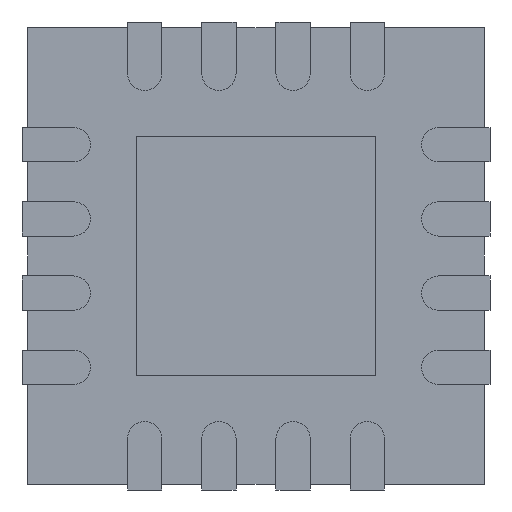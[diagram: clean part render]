
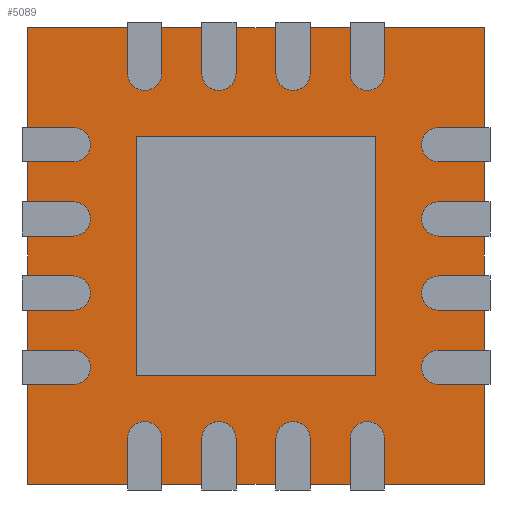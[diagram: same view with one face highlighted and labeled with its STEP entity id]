
A CAD part, front view. The second image highlights one B-rep face of the part: STEP entity #5089.
In plain terms, the highlighted planar face has unit normal (0, -1, 0).
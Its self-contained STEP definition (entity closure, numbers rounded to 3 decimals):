
#4898 = CARTESIAN_POINT ( 'NONE',  ( 2., 0.05, -2. ) ) ;
#4899 = VERTEX_POINT ( 'NONE', #4898 ) ;
#4900 = CARTESIAN_POINT ( 'NONE',  ( -2., 0.05, -2. ) ) ;
#4901 = VERTEX_POINT ( 'NONE', #4900 ) ;
#4902 = CARTESIAN_POINT ( 'NONE',  ( -2., 0.05, -2. ) ) ;
#4903 = DIRECTION ( 'NONE',  ( -1., 0., 0. ) ) ;
#4904 = VECTOR ( 'NONE', #4903, 1000. ) ;
#4905 = LINE ( 'NONE', #4902, #4904 ) ;
#4906 = EDGE_CURVE ( 'NONE', #4899, #4901, #4905, .T. ) ;
#4938 = CARTESIAN_POINT ( 'NONE',  ( -2., 0.05, 2. ) ) ;
#4939 = VERTEX_POINT ( 'NONE', #4938 ) ;
#4940 = CARTESIAN_POINT ( 'NONE',  ( -2., 0.05, 2. ) ) ;
#4941 = DIRECTION ( 'NONE',  ( 0., 0., 1. ) ) ;
#4942 = VECTOR ( 'NONE', #4941, 1000. ) ;
#4943 = LINE ( 'NONE', #4940, #4942 ) ;
#4944 = EDGE_CURVE ( 'NONE', #4901, #4939, #4943, .T. ) ;
#4969 = CARTESIAN_POINT ( 'NONE',  ( 2., 0.05, 2. ) ) ;
#4970 = VERTEX_POINT ( 'NONE', #4969 ) ;
#4971 = CARTESIAN_POINT ( 'NONE',  ( -2., 0.05, 2. ) ) ;
#4972 = DIRECTION ( 'NONE',  ( 1., 0., 0. ) ) ;
#4973 = VECTOR ( 'NONE', #4972, 1000. ) ;
#4974 = LINE ( 'NONE', #4971, #4973 ) ;
#4975 = EDGE_CURVE ( 'NONE', #4939, #4970, #4974, .T. ) ;
#5000 = CARTESIAN_POINT ( 'NONE',  ( 2., 0.05, 2. ) ) ;
#5001 = DIRECTION ( 'NONE',  ( 0., 0., -1. ) ) ;
#5002 = VECTOR ( 'NONE', #5001, 1000. ) ;
#5003 = LINE ( 'NONE', #5000, #5002 ) ;
#5004 = EDGE_CURVE ( 'NONE', #4970, #4899, #5003, .T. ) ;
#5044 = CARTESIAN_POINT ( 'NONE',  ( 1.05, 0.05, 1.05 ) ) ;
#5045 = VERTEX_POINT ( 'NONE', #5044 ) ;
#5046 = CARTESIAN_POINT ( 'NONE',  ( -1.05, 0.05, 1.05 ) ) ;
#5047 = VERTEX_POINT ( 'NONE', #5046 ) ;
#5048 = CARTESIAN_POINT ( 'NONE',  ( 1.05, 0.05, 1.05 ) ) ;
#5049 = DIRECTION ( 'NONE',  ( -1., 0., 0. ) ) ;
#5050 = VECTOR ( 'NONE', #5049, 1000. ) ;
#5051 = LINE ( 'NONE', #5048, #5050 ) ;
#5052 = EDGE_CURVE ( 'NONE', #5045, #5047, #5051, .T. ) ;
#5053 = ORIENTED_EDGE ( 'NONE', *, *, #5052, .F. ) ;
#5054 = CARTESIAN_POINT ( 'NONE',  ( 1.05, 0.05, -1.05 ) ) ;
#5055 = VERTEX_POINT ( 'NONE', #5054 ) ;
#5056 = CARTESIAN_POINT ( 'NONE',  ( 1.05, 0.05, -1.05 ) ) ;
#5057 = DIRECTION ( 'NONE',  ( 0., 0., 1. ) ) ;
#5058 = VECTOR ( 'NONE', #5057, 1000. ) ;
#5059 = LINE ( 'NONE', #5056, #5058 ) ;
#5060 = EDGE_CURVE ( 'NONE', #5055, #5045, #5059, .T. ) ;
#5061 = ORIENTED_EDGE ( 'NONE', *, *, #5060, .F. ) ;
#5062 = CARTESIAN_POINT ( 'NONE',  ( -1.05, 0.05, -1.05 ) ) ;
#5063 = VERTEX_POINT ( 'NONE', #5062 ) ;
#5064 = CARTESIAN_POINT ( 'NONE',  ( 1.05, 0.05, -1.05 ) ) ;
#5065 = DIRECTION ( 'NONE',  ( 1., 0., 0. ) ) ;
#5066 = VECTOR ( 'NONE', #5065, 1000. ) ;
#5067 = LINE ( 'NONE', #5064, #5066 ) ;
#5068 = EDGE_CURVE ( 'NONE', #5063, #5055, #5067, .T. ) ;
#5069 = ORIENTED_EDGE ( 'NONE', *, *, #5068, .F. ) ;
#5070 = CARTESIAN_POINT ( 'NONE',  ( -1.05, 0.05, -1.05 ) ) ;
#5071 = DIRECTION ( 'NONE',  ( 0., 0., -1. ) ) ;
#5072 = VECTOR ( 'NONE', #5071, 1000. ) ;
#5073 = LINE ( 'NONE', #5070, #5072 ) ;
#5074 = EDGE_CURVE ( 'NONE', #5047, #5063, #5073, .T. ) ;
#5075 = ORIENTED_EDGE ( 'NONE', *, *, #5074, .F. ) ;
#5076 = EDGE_LOOP ( 'NONE', ( #5053, #5061, #5069, #5075 ) ) ;
#5077 = FACE_BOUND ( 'NONE', #5076, .T. ) ;
#5078 = ORIENTED_EDGE ( 'NONE', *, *, #4906, .F. ) ;
#5079 = ORIENTED_EDGE ( 'NONE', *, *, #5004, .F. ) ;
#5080 = ORIENTED_EDGE ( 'NONE', *, *, #4975, .F. ) ;
#5081 = ORIENTED_EDGE ( 'NONE', *, *, #4944, .F. ) ;
#5082 = EDGE_LOOP ( 'NONE', ( #5078, #5079, #5080, #5081 ) ) ;
#5083 = FACE_OUTER_BOUND ( 'NONE', #5082, .T. ) ;
#5084 = CARTESIAN_POINT ( 'NONE',  ( 0., 0.05, 0. ) ) ;
#5085 = DIRECTION ( 'NONE',  ( 0., 1., 0. ) ) ;
#5086 = DIRECTION ( 'NONE',  ( -1., 0., 0. ) ) ;
#5087 = AXIS2_PLACEMENT_3D ( 'NONE', #5084, #5085, #5086 ) ;
#5088 = PLANE ( 'NONE', #5087 ) ;
#5089 = ADVANCED_FACE ( 'NONE', ( #5077, #5083 ), #5088, .F. ) ;
